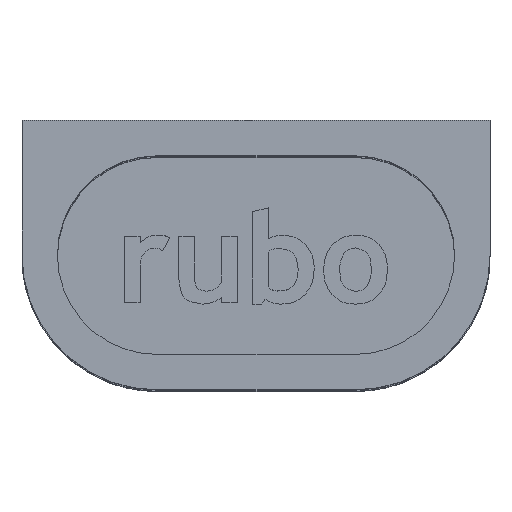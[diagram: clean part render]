
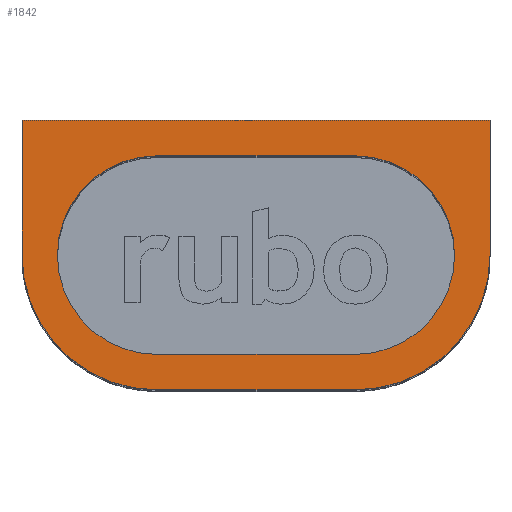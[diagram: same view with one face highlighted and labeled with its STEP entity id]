
A CAD part, top view. The second image highlights one B-rep face of the part: STEP entity #1842.
In plain terms, the highlighted planar face has unit normal (0, 0, 1).
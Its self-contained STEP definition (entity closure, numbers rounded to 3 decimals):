
#143=FACE_BOUND('',#314,.T.);
#158=PLANE('',#1981);
#209=FACE_OUTER_BOUND('',#313,.T.);
#313=EDGE_LOOP('',(#1293,#1294,#1295,#1296,#1297,#1298));
#314=EDGE_LOOP('',(#1299,#1300,#1301,#1302));
#419=LINE('',#2508,#576);
#423=LINE('',#2518,#580);
#426=LINE('',#2526,#583);
#429=LINE('',#2532,#586);
#433=LINE('',#2544,#590);
#437=LINE('',#2554,#594);
#576=VECTOR('',#2101,10.);
#580=VECTOR('',#2113,10.);
#583=VECTOR('',#2118,10.);
#586=VECTOR('',#2123,10.);
#590=VECTOR('',#2135,10.);
#594=VECTOR('',#2147,10.);
#731=CIRCLE('',#1965,14.);
#733=CIRCLE('',#1969,14.);
#735=CIRCLE('',#1975,19.);
#737=CIRCLE('',#1979,19.);
#786=VERTEX_POINT('',#2499);
#787=VERTEX_POINT('',#2501);
#789=VERTEX_POINT('',#2507);
#791=VERTEX_POINT('',#2513);
#794=VERTEX_POINT('',#2523);
#795=VERTEX_POINT('',#2525);
#797=VERTEX_POINT('',#2531);
#799=VERTEX_POINT('',#2537);
#801=VERTEX_POINT('',#2543);
#803=VERTEX_POINT('',#2549);
#972=EDGE_CURVE('',#787,#786,#731,.T.);
#975=EDGE_CURVE('',#789,#787,#419,.T.);
#978=EDGE_CURVE('',#791,#789,#733,.T.);
#981=EDGE_CURVE('',#786,#791,#423,.T.);
#984=EDGE_CURVE('',#795,#794,#426,.T.);
#987=EDGE_CURVE('',#797,#795,#429,.T.);
#990=EDGE_CURVE('',#799,#797,#735,.T.);
#993=EDGE_CURVE('',#801,#799,#433,.T.);
#996=EDGE_CURVE('',#803,#801,#737,.T.);
#999=EDGE_CURVE('',#794,#803,#437,.T.);
#1293=ORIENTED_EDGE('',*,*,#999,.T.);
#1294=ORIENTED_EDGE('',*,*,#996,.T.);
#1295=ORIENTED_EDGE('',*,*,#993,.T.);
#1296=ORIENTED_EDGE('',*,*,#990,.T.);
#1297=ORIENTED_EDGE('',*,*,#987,.T.);
#1298=ORIENTED_EDGE('',*,*,#984,.T.);
#1299=ORIENTED_EDGE('',*,*,#981,.T.);
#1300=ORIENTED_EDGE('',*,*,#978,.T.);
#1301=ORIENTED_EDGE('',*,*,#975,.T.);
#1302=ORIENTED_EDGE('',*,*,#972,.T.);
#1842=ADVANCED_FACE('',(#209,#143),#158,.T.);
#1965=AXIS2_PLACEMENT_3D('',#2502,#2095,#2096);
#1969=AXIS2_PLACEMENT_3D('',#2514,#2107,#2108);
#1975=AXIS2_PLACEMENT_3D('',#2538,#2129,#2130);
#1979=AXIS2_PLACEMENT_3D('',#2550,#2141,#2142);
#1981=AXIS2_PLACEMENT_3D('',#2555,#2148,#2149);
#2095=DIRECTION('center_axis',(0.,0.,-1.));
#2096=DIRECTION('ref_axis',(0.,-1.,0.));
#2101=DIRECTION('',(1.,0.,0.));
#2107=DIRECTION('center_axis',(0.,0.,-1.));
#2108=DIRECTION('ref_axis',(0.,1.,0.));
#2113=DIRECTION('',(-1.,0.,0.));
#2118=DIRECTION('',(-1.,0.,0.));
#2123=DIRECTION('',(0.,1.,0.));
#2129=DIRECTION('center_axis',(0.,0.,1.));
#2130=DIRECTION('ref_axis',(0.,-1.,0.));
#2135=DIRECTION('',(1.,0.,0.));
#2141=DIRECTION('center_axis',(0.,0.,1.));
#2142=DIRECTION('ref_axis',(0.,1.,0.));
#2147=DIRECTION('',(0.,-1.,0.));
#2148=DIRECTION('center_axis',(0.,0.,1.));
#2149=DIRECTION('ref_axis',(1.,0.,0.));
#2499=CARTESIAN_POINT('',(14.,-14.,40.));
#2501=CARTESIAN_POINT('',(14.,14.,40.));
#2502=CARTESIAN_POINT('Origin',(14.,0.,40.));
#2507=CARTESIAN_POINT('',(-14.,14.,40.));
#2508=CARTESIAN_POINT('',(-7.,14.,40.));
#2513=CARTESIAN_POINT('',(-14.,-14.,40.));
#2514=CARTESIAN_POINT('Origin',(-14.,0.,40.));
#2518=CARTESIAN_POINT('',(7.,-14.,40.));
#2523=CARTESIAN_POINT('',(-33.,19.,40.));
#2525=CARTESIAN_POINT('',(33.,19.,40.));
#2526=CARTESIAN_POINT('',(16.5,19.,40.));
#2531=CARTESIAN_POINT('',(33.,0.,40.));
#2532=CARTESIAN_POINT('',(33.,0.,40.));
#2537=CARTESIAN_POINT('',(14.,-19.,40.));
#2538=CARTESIAN_POINT('Origin',(14.,0.,40.));
#2543=CARTESIAN_POINT('',(-14.,-19.,40.));
#2544=CARTESIAN_POINT('',(-7.,-19.,40.));
#2549=CARTESIAN_POINT('',(-33.,0.,40.));
#2550=CARTESIAN_POINT('Origin',(-14.,0.,40.));
#2554=CARTESIAN_POINT('',(-33.,9.5,40.));
#2555=CARTESIAN_POINT('Origin',(0.,0.,40.));
